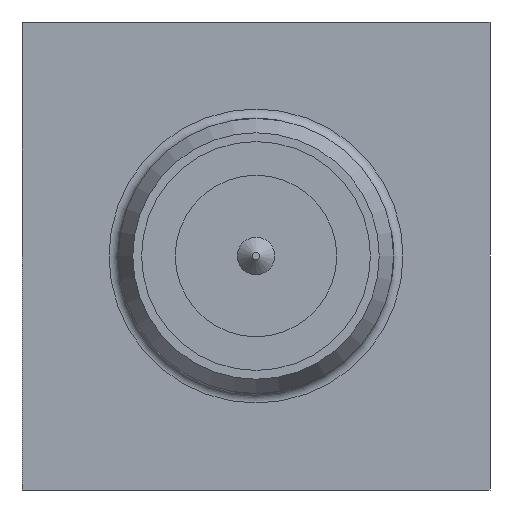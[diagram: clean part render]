
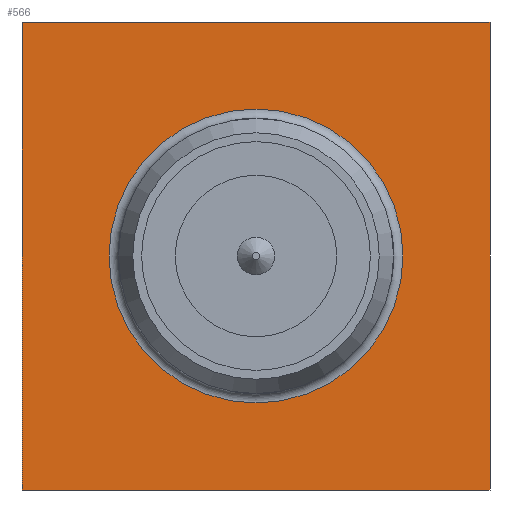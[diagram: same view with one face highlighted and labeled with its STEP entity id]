
A CAD part, left-side view. The second image highlights one B-rep face of the part: STEP entity #566.
In plain terms, the highlighted planar face has unit normal (-1, 0, 0).
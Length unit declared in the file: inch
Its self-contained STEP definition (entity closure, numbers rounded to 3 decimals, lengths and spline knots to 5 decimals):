
#21 = ORIENTED_EDGE ( 'NONE', *, *, #892, .F. ) ;
#65 = CARTESIAN_POINT ( 'NONE',  ( 0.24094, 0., 0. ) ) ;
#80 = AXIS2_PLACEMENT_3D ( 'NONE', #65, #842, #1239 ) ;
#144 = LINE ( 'NONE', #247, #356 ) ;
#163 = CARTESIAN_POINT ( 'NONE',  ( 0.24094, -0.125, 0.125 ) ) ;
#170 = EDGE_LOOP ( 'NONE', ( #712, #879, #21, #896 ) ) ;
#174 = LINE ( 'NONE', #583, #957 ) ;
#247 = CARTESIAN_POINT ( 'NONE',  ( 0.24094, 0.125, 0.125 ) ) ;
#265 = DIRECTION ( 'NONE',  ( 0., 1., 0. ) ) ;
#298 = VERTEX_POINT ( 'NONE', #485 ) ;
#306 = EDGE_LOOP ( 'NONE', ( #569 ) ) ;
#325 = VERTEX_POINT ( 'NONE', #526 ) ;
#356 = VECTOR ( 'NONE', #1028, 39.37008 ) ;
#376 = CARTESIAN_POINT ( 'NONE',  ( 0.24094, -0.125, 0.125 ) ) ;
#444 = FACE_BOUND ( 'NONE', #306, .T. ) ;
#446 = CARTESIAN_POINT ( 'NONE',  ( 0.24094, -0.125, 0.125 ) ) ;
#482 = VERTEX_POINT ( 'NONE', #870 ) ;
#485 = CARTESIAN_POINT ( 'NONE',  ( 0.24094, 0.125, -0.125 ) ) ;
#526 = CARTESIAN_POINT ( 'NONE',  ( 0.24094, 0.125, 0.125 ) ) ;
#556 = EDGE_CURVE ( 'NONE', #298, #325, #144, .T. ) ;
#566 = ADVANCED_FACE ( 'NONE', ( #444, #836 ), #940, .T. ) ;
#569 = ORIENTED_EDGE ( 'NONE', *, *, #1123, .T. ) ;
#583 = CARTESIAN_POINT ( 'NONE',  ( 0.24094, -0.125, -0.125 ) ) ;
#625 = CARTESIAN_POINT ( 'NONE',  ( 0.24094, 0., 0. ) ) ;
#654 = VECTOR ( 'NONE', #1018, 39.37008 ) ;
#663 = EDGE_CURVE ( 'NONE', #1178, #298, #174, .T. ) ;
#712 = ORIENTED_EDGE ( 'NONE', *, *, #663, .F. ) ;
#757 = AXIS2_PLACEMENT_3D ( 'NONE', #625, #986, #1207 ) ;
#793 = CARTESIAN_POINT ( 'NONE',  ( 0.24094, -0.125, -0.125 ) ) ;
#836 = FACE_OUTER_BOUND ( 'NONE', #170, .T. ) ;
#842 = DIRECTION ( 'NONE',  ( -1., 0., 0. ) ) ;
#870 = CARTESIAN_POINT ( 'NONE',  ( 0.24094, 0., 0.07852 ) ) ;
#879 = ORIENTED_EDGE ( 'NONE', *, *, #900, .F. ) ;
#892 = EDGE_CURVE ( 'NONE', #325, #1050, #925, .T. ) ;
#896 = ORIENTED_EDGE ( 'NONE', *, *, #556, .F. ) ;
#900 = EDGE_CURVE ( 'NONE', #1050, #1178, #1234, .T. ) ;
#925 = LINE ( 'NONE', #446, #1253 ) ;
#940 = PLANE ( 'NONE',  #80 ) ;
#957 = VECTOR ( 'NONE', #265, 39.37008 ) ;
#986 = DIRECTION ( 'NONE',  ( 1., 0., 0. ) ) ;
#1018 = DIRECTION ( 'NONE',  ( 0., 0., -1. ) ) ;
#1028 = DIRECTION ( 'NONE',  ( 0., 0., 1. ) ) ;
#1038 = DIRECTION ( 'NONE',  ( 0., -1., 0. ) ) ;
#1050 = VERTEX_POINT ( 'NONE', #376 ) ;
#1123 = EDGE_CURVE ( 'NONE', #482, #482, #1257, .T. ) ;
#1178 = VERTEX_POINT ( 'NONE', #793 ) ;
#1207 = DIRECTION ( 'NONE',  ( 0., 0., 1. ) ) ;
#1234 = LINE ( 'NONE', #163, #654 ) ;
#1239 = DIRECTION ( 'NONE',  ( 0., 0., 1. ) ) ;
#1253 = VECTOR ( 'NONE', #1038, 39.37008 ) ;
#1257 = CIRCLE ( 'NONE', #757, 0.07852 ) ;
